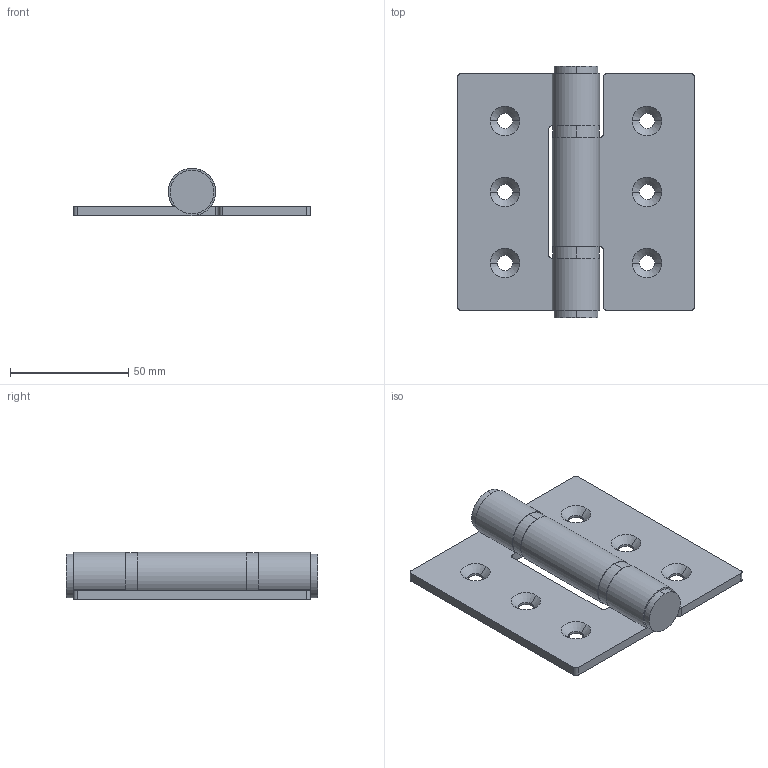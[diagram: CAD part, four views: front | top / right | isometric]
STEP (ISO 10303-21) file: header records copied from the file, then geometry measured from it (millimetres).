
FILE_DESCRIPTION (( 'STEP AP203' ), '1' );
FILE_NAME ('B-1001-13.STEP', '2008-11-26T01:05:56', ( ' ' ), ( ' ' ), 'SwSTEP 2.0', 'SolidWorks 2007', '' );
FILE_SCHEMA (( 'CONFIG_CONTROL_DESIGN' ));
Length unit declared in the file: millimetre
Products named in the file (5): B-1001-13; B-1001-13僔儍僼僩__棉太倌; B-1001-13僸儞僕A__棉太倌; B-1001-13僸儞僕B__棉太倌; B-1001-13焼結リング__ﾃﾞﾌｫﾙﾄ
Assembly tree (5 placements, depth 2):
  B-1001-13
    B-1001-13焼結リング__ﾃﾞﾌｫﾙﾄ  x2
    B-1001-13僔儍僼僩__棉太倌
    B-1001-13僸儞僕B__棉太倌
    B-1001-13僸儞僕A__棉太倌
Bounding box: 100 x 106 x 19.99 mm (x, y, z)
Volume: 63547.9 mm3; surface area: 35292.2 mm2
Topology: 5 solids, 5 shells, 82 faces, 198 edges, 128 vertices
Faces by surface type: cylinder 42, plane 28, cone 12
Entity records: 2845 total; most frequent: DIRECTION 442, CARTESIAN_POINT 390, ORIENTED_EDGE 372, EDGE_CURVE 186, AXIS2_PLACEMENT_3D 172, VERTEX_POINT 120, VECTOR 98, LINE 98
